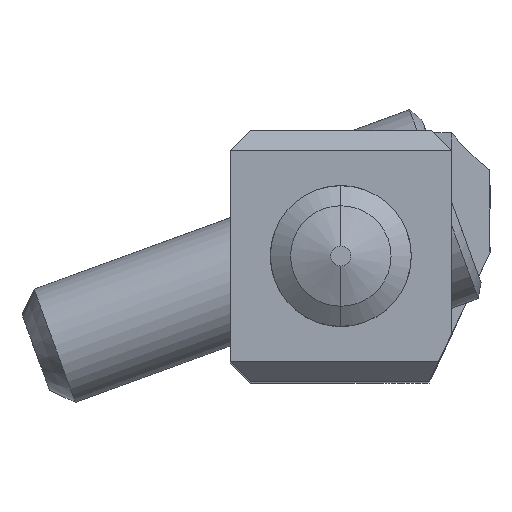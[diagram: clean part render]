
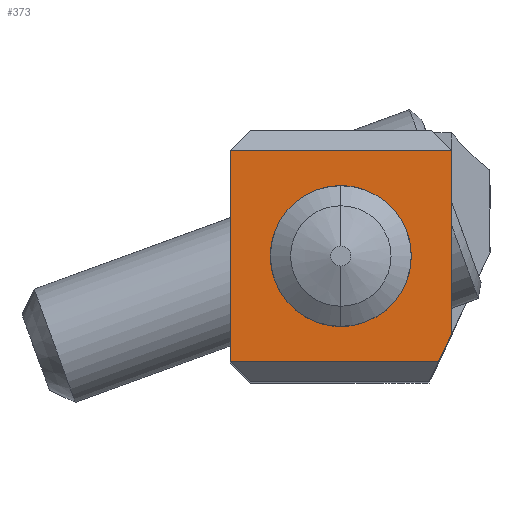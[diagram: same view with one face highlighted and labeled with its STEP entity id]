
A CAD part, top view. The second image highlights one B-rep face of the part: STEP entity #373.
In plain terms, the highlighted planar face has unit normal (0, 0, 1).
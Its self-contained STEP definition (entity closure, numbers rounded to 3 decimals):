
#142=FACE_BOUND('',#699,.T.);
#143=FACE_BOUND('',#700,.T.);
#229=CIRCLE('',#2750,1.65);
#230=CIRCLE('',#2751,1.65);
#373=ADVANCED_FACE('',(#142,#143),#510,.T.);
#510=PLANE('',#2752);
#699=EDGE_LOOP('',(#1319,#1320,#1321,#1322,#1323));
#700=EDGE_LOOP('',(#1324,#1325));
#839=LINE('',#3868,#1018);
#841=LINE('',#3876,#1020);
#848=LINE('',#3895,#1027);
#886=LINE('',#4009,#1065);
#887=LINE('',#4011,#1066);
#1018=VECTOR('',#3069,1.);
#1020=VECTOR('',#3077,1.);
#1027=VECTOR('',#3096,1.);
#1065=VECTOR('',#3192,1.);
#1066=VECTOR('',#3195,1.);
#1319=ORIENTED_EDGE('',*,*,#2277,.T.);
#1320=ORIENTED_EDGE('',*,*,#2220,.F.);
#1321=ORIENTED_EDGE('',*,*,#2210,.F.);
#1322=ORIENTED_EDGE('',*,*,#2206,.F.);
#1323=ORIENTED_EDGE('',*,*,#2276,.T.);
#1324=ORIENTED_EDGE('',*,*,#2278,.F.);
#1325=ORIENTED_EDGE('',*,*,#2279,.F.);
#1958=VERTEX_POINT('',#3867);
#1959=VERTEX_POINT('',#3869);
#1962=VERTEX_POINT('',#3877);
#1968=VERTEX_POINT('',#3896);
#2010=VERTEX_POINT('',#4008);
#2011=VERTEX_POINT('',#4013);
#2012=VERTEX_POINT('',#4014);
#2206=EDGE_CURVE('',#1958,#1959,#839,.T.);
#2210=EDGE_CURVE('',#1959,#1962,#841,.T.);
#2220=EDGE_CURVE('',#1962,#1968,#848,.T.);
#2276=EDGE_CURVE('',#1958,#2010,#886,.T.);
#2277=EDGE_CURVE('',#2010,#1968,#887,.T.);
#2278=EDGE_CURVE('',#2011,#2012,#229,.T.);
#2279=EDGE_CURVE('',#2012,#2011,#230,.T.);
#2750=AXIS2_PLACEMENT_3D('',#4012,#3196,#3197);
#2751=AXIS2_PLACEMENT_3D('',#4015,#3198,#3199);
#2752=AXIS2_PLACEMENT_3D('',#4016,#3200,#3201);
#3069=DIRECTION('',(-0.423,-0.906,0.));
#3077=DIRECTION('',(-1.,0.,0.));
#3096=DIRECTION('',(0.,1.,0.));
#3192=DIRECTION('',(0.,1.,0.));
#3195=DIRECTION('',(-1.,0.,0.));
#3196=DIRECTION('',(0.,0.,1.));
#3197=DIRECTION('',(1.,0.,0.));
#3198=DIRECTION('',(0.,0.,1.));
#3199=DIRECTION('',(-1.,0.,0.));
#3200=DIRECTION('',(0.,0.,1.));
#3201=DIRECTION('',(1.,0.,0.));
#3867=CARTESIAN_POINT('',(0.,2.383,0.));
#3868=CARTESIAN_POINT('',(0.,2.383,0.));
#3869=CARTESIAN_POINT('',(-0.645,1.,0.));
#3876=CARTESIAN_POINT('',(-0.645,1.,0.));
#3877=CARTESIAN_POINT('',(-11.,1.,0.));
#3895=CARTESIAN_POINT('',(-11.,1.,0.));
#3896=CARTESIAN_POINT('',(-11.,11.5,0.));
#4008=CARTESIAN_POINT('',(0.,11.5,0.));
#4009=CARTESIAN_POINT('',(0.,2.383,0.));
#4011=CARTESIAN_POINT('',(0.,11.5,0.));
#4012=CARTESIAN_POINT('',(-5.5,6.25,0.));
#4013=CARTESIAN_POINT('',(-3.85,6.25,0.));
#4014=CARTESIAN_POINT('',(-7.15,6.25,0.));
#4015=CARTESIAN_POINT('',(-5.5,6.25,0.));
#4016=CARTESIAN_POINT('',(-5.5,6.25,0.));
